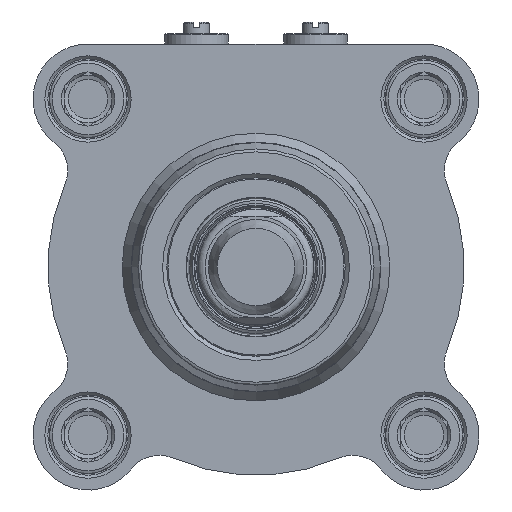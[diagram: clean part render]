
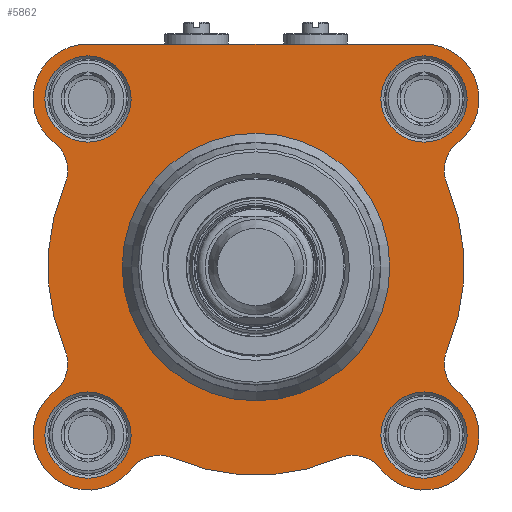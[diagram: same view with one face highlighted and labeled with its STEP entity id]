
A CAD part, front view. The second image highlights one B-rep face of the part: STEP entity #5862.
In plain terms, the highlighted face is planar.
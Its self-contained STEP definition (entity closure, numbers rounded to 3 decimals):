
#4970=CARTESIAN_POINT('',(22.5,0.0,41.3));
#4971=VERTEX_POINT('',#4970);
#4972=CARTESIAN_POINT('',(0.0,0.0,41.3));
#4973=DIRECTION('',(0.0,0.0,1.0));
#4974=DIRECTION('',(1.0,0.0,0.0));
#4975=AXIS2_PLACEMENT_3D('',#4972,#4973,#4974);
#4976=CIRCLE('',#4975,22.5);
#4977=EDGE_CURVE('',#4971,#4971,#4976,.T.);
#4989=CARTESIAN_POINT('',(-13.863,-32.138,41.3));
#4990=VERTEX_POINT('',#4989);
#5006=CARTESIAN_POINT('',(13.863,-32.138,41.3));
#5007=VERTEX_POINT('',#5006);
#5014=CARTESIAN_POINT('',(0.0,0.0,41.3));
#5015=DIRECTION('',(0.0,0.0,1.0));
#5016=DIRECTION('',(1.0,0.0,0.0));
#5017=AXIS2_PLACEMENT_3D('',#5014,#5015,#5016);
#5018=CIRCLE('',#5017,35.0);
#5019=EDGE_CURVE('',#4990,#5007,#5018,.T.);
#5029=CARTESIAN_POINT('',(-32.138,-13.863,41.3));
#5030=VERTEX_POINT('',#5029);
#5039=CARTESIAN_POINT('',(-32.138,13.863,41.3));
#5040=VERTEX_POINT('',#5039);
#5041=CARTESIAN_POINT('',(0.0,0.0,41.3));
#5042=DIRECTION('',(0.0,0.0,1.0));
#5043=DIRECTION('',(1.0,0.0,0.0));
#5044=AXIS2_PLACEMENT_3D('',#5041,#5042,#5043);
#5045=CIRCLE('',#5044,35.0);
#5046=EDGE_CURVE('',#5040,#5030,#5045,.T.);
#5071=CARTESIAN_POINT('',(-13.863,32.138,41.3));
#5072=VERTEX_POINT('',#5071);
#5081=CARTESIAN_POINT('',(13.863,32.138,41.3));
#5082=VERTEX_POINT('',#5081);
#5083=CARTESIAN_POINT('',(0.0,0.0,41.3));
#5084=DIRECTION('',(0.0,0.0,1.0));
#5085=DIRECTION('',(1.0,0.0,0.0));
#5086=AXIS2_PLACEMENT_3D('',#5083,#5084,#5085);
#5087=CIRCLE('',#5086,35.0);
#5088=EDGE_CURVE('',#5082,#5072,#5087,.T.);
#5113=CARTESIAN_POINT('',(37.5,28.25,41.3));
#5114=VERTEX_POINT('',#5113);
#5115=CARTESIAN_POINT('',(37.5,-28.25,41.3));
#5116=VERTEX_POINT('',#5115);
#5117=CARTESIAN_POINT('',(37.5,28.25,41.3));
#5118=DIRECTION('',(0.0,-1.0,0.0));
#5119=VECTOR('',#5118,56.5);
#5120=LINE('',#5117,#5119);
#5121=EDGE_CURVE('',#5114,#5116,#5120,.T.);
#5235=CARTESIAN_POINT('',(-33.95,20.965,41.3));
#5236=VERTEX_POINT('',#5235);
#5237=CARTESIAN_POINT('',(-37.647,16.239,41.3));
#5238=DIRECTION('',(0.0,0.0,1.0));
#5239=DIRECTION('',(0.969,0.247,0.0));
#5240=AXIS2_PLACEMENT_3D('',#5237,#5238,#5239);
#5241=CIRCLE('',#5240,6.0);
#5242=EDGE_CURVE('',#5040,#5236,#5241,.T.);
#5268=CARTESIAN_POINT('',(20.965,33.95,41.3));
#5269=VERTEX_POINT('',#5268);
#5278=CARTESIAN_POINT('',(28.25,28.25,41.3));
#5279=DIRECTION('',(0.0,0.0,-1.0));
#5280=DIRECTION('',(1.0,0.0,0.0));
#5281=AXIS2_PLACEMENT_3D('',#5278,#5279,#5280);
#5282=CIRCLE('',#5281,9.25);
#5283=EDGE_CURVE('',#5269,#5114,#5282,.T.);
#5301=CARTESIAN_POINT('',(16.239,37.647,41.3));
#5302=DIRECTION('',(0.0,0.0,1.0));
#5303=DIRECTION('',(0.247,-0.969,0.0));
#5304=AXIS2_PLACEMENT_3D('',#5301,#5302,#5303);
#5305=CIRCLE('',#5304,6.0);
#5306=EDGE_CURVE('',#5082,#5269,#5305,.T.);
#5327=CARTESIAN_POINT('',(20.965,-33.95,41.3));
#5328=VERTEX_POINT('',#5327);
#5343=CARTESIAN_POINT('',(28.25,-28.25,41.3));
#5344=DIRECTION('',(0.0,0.0,-1.0));
#5345=DIRECTION('',(1.0,0.0,0.0));
#5346=AXIS2_PLACEMENT_3D('',#5343,#5344,#5345);
#5347=CIRCLE('',#5346,9.25);
#5348=EDGE_CURVE('',#5116,#5328,#5347,.T.);
#5366=CARTESIAN_POINT('',(16.239,-37.647,41.3));
#5367=DIRECTION('',(0.0,0.0,1.0));
#5368=DIRECTION('',(0.247,0.969,0.0));
#5369=AXIS2_PLACEMENT_3D('',#5366,#5367,#5368);
#5370=CIRCLE('',#5369,6.0);
#5371=EDGE_CURVE('',#5328,#5007,#5370,.T.);
#5391=CARTESIAN_POINT('',(-33.95,-20.965,41.3));
#5392=VERTEX_POINT('',#5391);
#5399=CARTESIAN_POINT('',(-37.647,-16.239,41.3));
#5400=DIRECTION('',(0.0,0.0,1.0));
#5401=DIRECTION('',(0.969,-0.247,0.0));
#5402=AXIS2_PLACEMENT_3D('',#5399,#5400,#5401);
#5403=CIRCLE('',#5402,6.0);
#5404=EDGE_CURVE('',#5392,#5030,#5403,.T.);
#5415=CARTESIAN_POINT('',(-20.965,-33.95,41.3));
#5416=VERTEX_POINT('',#5415);
#5425=CARTESIAN_POINT('',(-28.25,-28.25,41.3));
#5426=DIRECTION('',(0.0,0.0,-1.0));
#5427=DIRECTION('',(1.0,0.0,0.0));
#5428=AXIS2_PLACEMENT_3D('',#5425,#5426,#5427);
#5429=CIRCLE('',#5428,9.25);
#5430=EDGE_CURVE('',#5416,#5392,#5429,.T.);
#5448=CARTESIAN_POINT('',(-16.239,-37.647,41.3));
#5449=DIRECTION('',(0.0,0.0,1.0));
#5450=DIRECTION('',(-0.247,0.969,0.0));
#5451=AXIS2_PLACEMENT_3D('',#5448,#5449,#5450);
#5452=CIRCLE('',#5451,6.);
#5453=EDGE_CURVE('',#4990,#5416,#5452,.T.);
#5474=CARTESIAN_POINT('',(-20.965,33.95,41.3));
#5475=VERTEX_POINT('',#5474);
#5490=CARTESIAN_POINT('',(-28.25,28.25,41.3));
#5491=DIRECTION('',(0.0,0.0,-1.0));
#5492=DIRECTION('',(1.0,0.0,0.0));
#5493=AXIS2_PLACEMENT_3D('',#5490,#5491,#5492);
#5494=CIRCLE('',#5493,9.25);
#5495=EDGE_CURVE('',#5236,#5475,#5494,.T.);
#5513=CARTESIAN_POINT('',(-16.239,37.647,41.3));
#5514=DIRECTION('',(0.0,0.0,1.0));
#5515=DIRECTION('',(-0.247,-0.969,0.0));
#5516=AXIS2_PLACEMENT_3D('',#5513,#5514,#5515);
#5517=CIRCLE('',#5516,6.);
#5518=EDGE_CURVE('',#5475,#5072,#5517,.T.);
#5682=CARTESIAN_POINT('',(35.5,28.25,41.3));
#5683=VERTEX_POINT('',#5682);
#5684=CARTESIAN_POINT('',(28.25,28.25,41.3));
#5685=DIRECTION('',(0.0,0.0,1.0));
#5686=DIRECTION('',(-1.0,0.0,0.0));
#5687=AXIS2_PLACEMENT_3D('',#5684,#5685,#5686);
#5688=CIRCLE('',#5687,7.25);
#5689=EDGE_CURVE('',#5683,#5683,#5688,.T.);
#5730=CARTESIAN_POINT('',(35.5,-28.25,41.3));
#5731=VERTEX_POINT('',#5730);
#5732=CARTESIAN_POINT('',(28.25,-28.25,41.3));
#5733=DIRECTION('',(0.0,0.0,1.0));
#5734=DIRECTION('',(-1.0,0.0,0.0));
#5735=AXIS2_PLACEMENT_3D('',#5732,#5733,#5734);
#5736=CIRCLE('',#5735,7.25);
#5737=EDGE_CURVE('',#5731,#5731,#5736,.T.);
#5778=CARTESIAN_POINT('',(-21.,-28.25,41.3));
#5779=VERTEX_POINT('',#5778);
#5780=CARTESIAN_POINT('',(-28.25,-28.25,41.3));
#5781=DIRECTION('',(0.0,0.0,1.0));
#5782=DIRECTION('',(-1.0,0.0,0.0));
#5783=AXIS2_PLACEMENT_3D('',#5780,#5781,#5782);
#5784=CIRCLE('',#5783,7.25);
#5785=EDGE_CURVE('',#5779,#5779,#5784,.T.);
#5818=CARTESIAN_POINT('',(28.75,0.0,41.3));
#5819=DIRECTION('',(0.0,0.0,1.0));
#5820=DIRECTION('',(1.0,0.0,0.0));
#5821=AXIS2_PLACEMENT_3D('',#5818,#5819,#5820);
#5822=PLANE('',#5821);
#5823=ORIENTED_EDGE('',*,*,#5019,.T.);
#5824=ORIENTED_EDGE('',*,*,#5371,.F.);
#5825=ORIENTED_EDGE('',*,*,#5348,.F.);
#5826=ORIENTED_EDGE('',*,*,#5121,.F.);
#5827=ORIENTED_EDGE('',*,*,#5283,.F.);
#5828=ORIENTED_EDGE('',*,*,#5306,.F.);
#5829=ORIENTED_EDGE('',*,*,#5088,.T.);
#5830=ORIENTED_EDGE('',*,*,#5518,.F.);
#5831=ORIENTED_EDGE('',*,*,#5495,.F.);
#5832=ORIENTED_EDGE('',*,*,#5242,.F.);
#5833=ORIENTED_EDGE('',*,*,#5046,.T.);
#5834=ORIENTED_EDGE('',*,*,#5404,.F.);
#5835=ORIENTED_EDGE('',*,*,#5430,.F.);
#5836=ORIENTED_EDGE('',*,*,#5453,.F.);
#5837=EDGE_LOOP('',(#5823,#5824,#5825,#5826,#5827,#5828,#5829,#5830,#5831,#5832,#5833,#5834,#5835,#5836));
#5838=FACE_OUTER_BOUND('',#5837,.T.);
#5839=ORIENTED_EDGE('',*,*,#5785,.F.);
#5840=EDGE_LOOP('',(#5839));
#5841=FACE_BOUND('',#5840,.T.);
#5842=ORIENTED_EDGE('',*,*,#5689,.F.);
#5843=EDGE_LOOP('',(#5842));
#5844=FACE_BOUND('',#5843,.T.);
#5845=ORIENTED_EDGE('',*,*,#4977,.F.);
#5846=EDGE_LOOP('',(#5845));
#5847=FACE_BOUND('',#5846,.T.);
#5848=ORIENTED_EDGE('',*,*,#5737,.F.);
#5849=EDGE_LOOP('',(#5848));
#5850=FACE_BOUND('',#5849,.T.);
#5851=CARTESIAN_POINT('',(-21.,28.25,41.3));
#5852=VERTEX_POINT('',#5851);
#5853=CARTESIAN_POINT('',(-28.25,28.25,41.3));
#5854=DIRECTION('',(0.0,0.0,1.0));
#5855=DIRECTION('',(-1.0,0.0,0.0));
#5856=AXIS2_PLACEMENT_3D('',#5853,#5854,#5855);
#5857=CIRCLE('',#5856,7.25);
#5858=EDGE_CURVE('',#5852,#5852,#5857,.T.);
#5859=ORIENTED_EDGE('',*,*,#5858,.F.);
#5860=EDGE_LOOP('',(#5859));
#5861=FACE_BOUND('',#5860,.T.);
#5862=ADVANCED_FACE('',(#5838,#5841,#5844,#5847,#5850,#5861),#5822,.T.);
